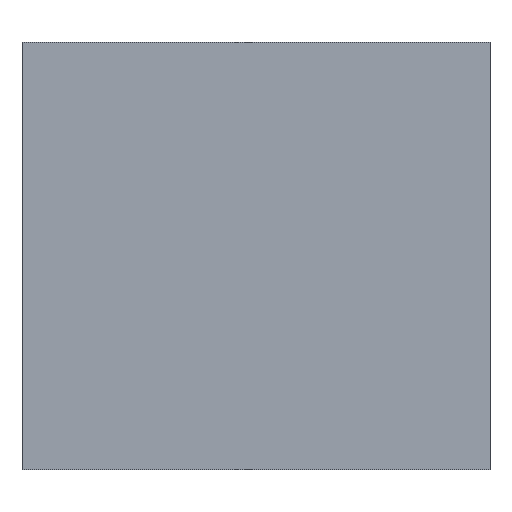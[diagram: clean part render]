
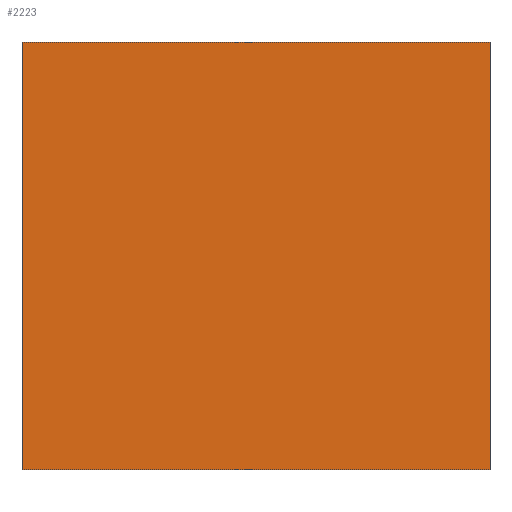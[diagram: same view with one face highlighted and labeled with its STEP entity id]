
A CAD part, front view. The second image highlights one B-rep face of the part: STEP entity #2223.
In plain terms, the highlighted planar face has unit normal (0, -1, 0).
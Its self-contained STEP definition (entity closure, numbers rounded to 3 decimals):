
#130=LINE('',#3737,#334);
#133=LINE('',#3743,#337);
#135=LINE('',#3747,#339);
#137=LINE('',#3751,#341);
#334=VECTOR('',#3038,1000.);
#337=VECTOR('',#3043,1000.);
#339=VECTOR('',#3047,1000.);
#341=VECTOR('',#3051,1000.);
#481=PLANE('',#2567);
#850=ORIENTED_EDGE('',*,*,#1302,.F.);
#851=ORIENTED_EDGE('',*,*,#1309,.F.);
#852=ORIENTED_EDGE('',*,*,#1307,.F.);
#853=ORIENTED_EDGE('',*,*,#1305,.F.);
#1302=EDGE_CURVE('',#1562,#1563,#130,.T.);
#1305=EDGE_CURVE('',#1563,#1564,#133,.T.);
#1307=EDGE_CURVE('',#1564,#1565,#135,.T.);
#1309=EDGE_CURVE('',#1565,#1562,#137,.T.);
#1562=VERTEX_POINT('',#3738);
#1563=VERTEX_POINT('',#3739);
#1564=VERTEX_POINT('',#3744);
#1565=VERTEX_POINT('',#3748);
#1855=EDGE_LOOP('',(#850,#851,#852,#853));
#2021=FACE_BOUND('',#1855,.T.);
#2223=ADVANCED_FACE('',(#2021),#481,.F.);
#2567=AXIS2_PLACEMENT_3D('',#3752,#3052,#3053);
#3038=DIRECTION('',(0.,0.,-1.));
#3043=DIRECTION('',(-1.,0.,0.));
#3047=DIRECTION('',(0.,0.,1.));
#3051=DIRECTION('',(1.,0.,0.));
#3052=DIRECTION('',(0.,1.,0.));
#3053=DIRECTION('',(0.,0.,1.));
#3737=CARTESIAN_POINT('',(1.5,0.,1.37));
#3738=CARTESIAN_POINT('',(1.5,0.,1.37));
#3739=CARTESIAN_POINT('',(1.5,0.,-1.37));
#3743=CARTESIAN_POINT('',(1.5,0.,-1.37));
#3744=CARTESIAN_POINT('',(-1.5,0.,-1.37));
#3747=CARTESIAN_POINT('',(-1.5,0.,-1.37));
#3748=CARTESIAN_POINT('',(-1.5,0.,1.37));
#3751=CARTESIAN_POINT('',(-1.5,0.,1.37));
#3752=CARTESIAN_POINT('',(0.,0.,0.));
